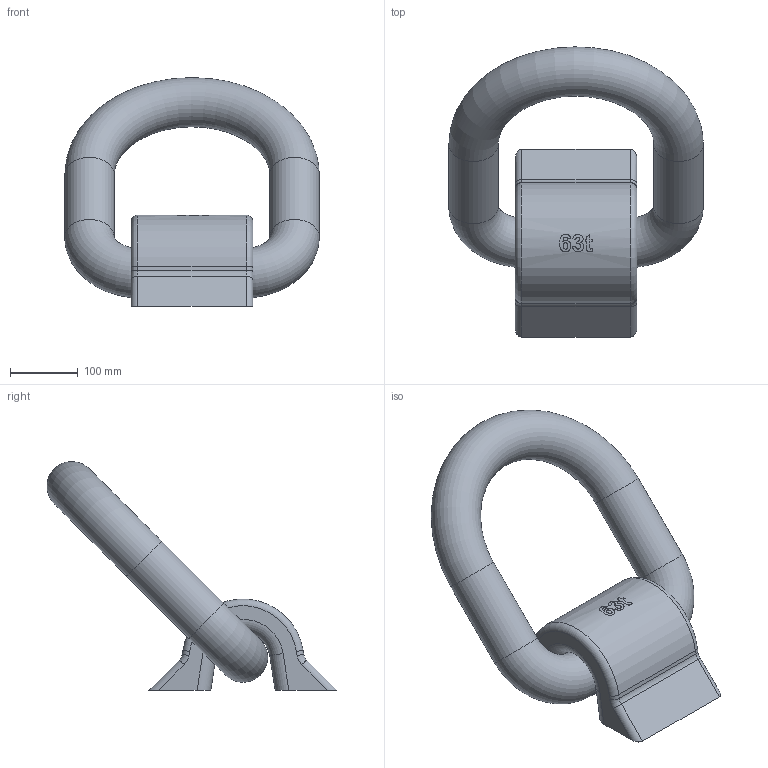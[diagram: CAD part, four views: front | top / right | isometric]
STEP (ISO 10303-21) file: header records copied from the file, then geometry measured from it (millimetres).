
FILE_DESCRIPTION(/* description */ (''),/* implementation_level */ '2;1');
FILE_NAME(/* name */ 'TAPS 63 45°.stp',/* time_stamp */ '2022-05-30T08:53:17+02:00',/* author */ (''),/* organization */ (''),/* preprocessor_version */ 'ST-DEVELOPER v16',/* originating_system */ 'SIEMENS PLM Software NX 11.0',/* authorisation */ '');
FILE_SCHEMA (('AUTOMOTIVE_DESIGN { 1 0 10303 214 3 1 1 1 }'));
Length unit declared in the file: millimetre
Products named in the file (1): CAD73804E59Cohfy
Bounding box: 376 x 428.37 x 337.99 mm (x, y, z)
Volume: 7670287.6 mm3; surface area: 430302.6 mm2
Topology: 2 solids, 2 shells, 90 faces, 230 edges, 146 vertices
Faces by surface type: extrusion 32, plane 24, cylinder 23, torus 11
Full cylindrical faces by diameter (mm): 73 x3
Entity records: 3320 total; most frequent: CARTESIAN_POINT 1193, ORIENTED_EDGE 448, DIRECTION 376, EDGE_CURVE 224, VERTEX_POINT 146, VECTOR 126, AXIS2_PLACEMENT_3D 125, EDGE_LOOP 100
